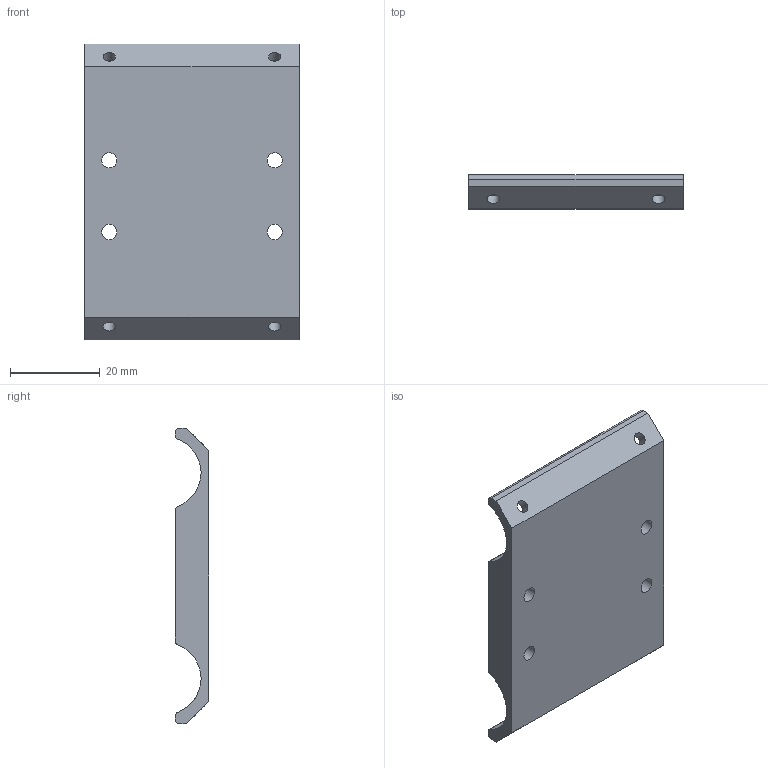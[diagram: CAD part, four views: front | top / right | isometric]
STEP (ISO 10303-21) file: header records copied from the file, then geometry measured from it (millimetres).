
FILE_DESCRIPTION(('FreeCAD Model'),'2;1');
FILE_NAME('Open CASCADE Shape Model','2023-04-06T16:46:12',('Author'),( ''),'Open CASCADE STEP processor 7.5','FreeCAD','Unknown');
FILE_SCHEMA(('AUTOMOTIVE_DESIGN { 1 0 10303 214 1 1 1 1 }'));
Length unit declared in the file: millimetre
Products named in the file (1): holding.clamp
Bounding box: 48 x 7.5 x 66 mm (x, y, z)
Volume: 15691.1 mm3; surface area: 8266 mm2
Topology: 1 solids, 1 shells, 54 faces, 144 edges, 96 vertices
Faces by surface type: plane 38, cylinder 16
Full cylindrical faces by diameter (mm): 2.8 x4, 3.4 x4
Entity records: 4238 total; most frequent: CARTESIAN_POINT 1363, DIRECTION 502, LINE 316, VECTOR 316, ORIENTED_EDGE 288, PCURVE 288, DEFINITIONAL_REPRESENTATION 288, EDGE_CURVE 144
